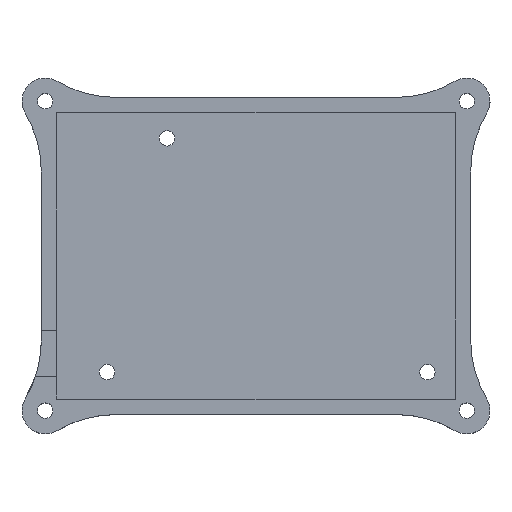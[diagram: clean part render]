
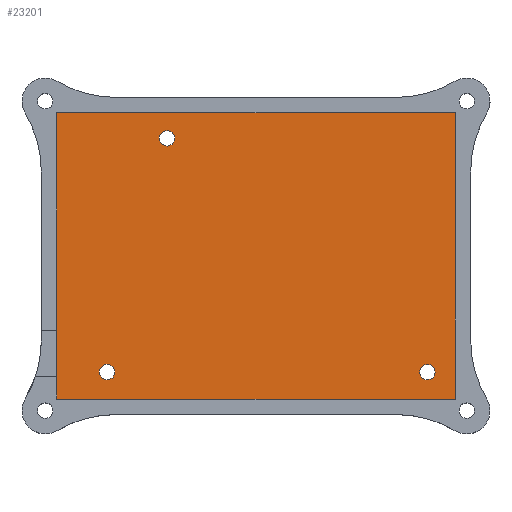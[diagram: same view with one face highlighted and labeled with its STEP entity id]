
A CAD part, top view. The second image highlights one B-rep face of the part: STEP entity #23201.
In plain terms, the highlighted planar face has unit normal (0, 0, 1).
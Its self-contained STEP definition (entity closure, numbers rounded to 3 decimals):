
#1009 = PLANE('',#1010);
#1010 = AXIS2_PLACEMENT_3D('',#1011,#1012,#1013);
#1011 = CARTESIAN_POINT('',(-0.5,36.5,1.6));
#1012 = DIRECTION('',(1.,0.,0.));
#1013 = DIRECTION('',(0.,-1.,0.));
#1037 = PLANE('',#1038);
#1038 = AXIS2_PLACEMENT_3D('',#1039,#1040,#1041);
#1039 = CARTESIAN_POINT('',(51.,36.5,1.6));
#1040 = DIRECTION('',(0.,-1.,0.));
#1041 = DIRECTION('',(-1.,0.,0.));
#1065 = PLANE('',#1066);
#1066 = AXIS2_PLACEMENT_3D('',#1067,#1068,#1069);
#1067 = CARTESIAN_POINT('',(51.,-0.5,1.6));
#1068 = DIRECTION('',(-1.,0.,0.));
#1069 = DIRECTION('',(0.,1.,0.));
#1093 = PLANE('',#1094);
#1094 = AXIS2_PLACEMENT_3D('',#1095,#1096,#1097);
#1095 = CARTESIAN_POINT('',(-0.5,-0.5,1.6));
#1096 = DIRECTION('',(0.,1.,0.));
#1097 = DIRECTION('',(1.,0.,0.));
#2220 = CYLINDRICAL_SURFACE('',#2221,1.);
#2221 = AXIS2_PLACEMENT_3D('',#2222,#2223,#2224);
#2222 = CARTESIAN_POINT('',(6.,3.,1.6));
#2223 = DIRECTION('',(0.,0.,1.));
#2224 = DIRECTION('',(1.,0.,0.));
#4477 = CYLINDRICAL_SURFACE('',#4478,1.);
#4478 = AXIS2_PLACEMENT_3D('',#4479,#4480,#4481);
#4479 = CARTESIAN_POINT('',(47.4,3.,1.6));
#4480 = DIRECTION('',(0.,0.,1.));
#4481 = DIRECTION('',(1.,0.,0.));
#7504 = CYLINDRICAL_SURFACE('',#7505,1.);
#7505 = AXIS2_PLACEMENT_3D('',#7506,#7507,#7508);
#7506 = CARTESIAN_POINT('',(13.75,33.22,1.6));
#7507 = DIRECTION('',(0.,0.,1.));
#7508 = DIRECTION('',(1.,0.,0.));
#11323 = EDGE_CURVE('',#11324,#11326,#11328,.T.);
#11324 = VERTEX_POINT('',#11325);
#11325 = CARTESIAN_POINT('',(-0.5,36.5,1.6));
#11326 = VERTEX_POINT('',#11327);
#11327 = CARTESIAN_POINT('',(-0.5,-0.5,1.6));
#11328 = SURFACE_CURVE('',#11329,(#11333,#11340),.PCURVE_S1.);
#11329 = LINE('',#11330,#11331);
#11330 = CARTESIAN_POINT('',(-0.5,36.5,1.6));
#11331 = VECTOR('',#11332,1.);
#11332 = DIRECTION('',(0.,-1.,0.));
#11333 = PCURVE('',#1009,#11334);
#11334 = DEFINITIONAL_REPRESENTATION('',(#11335),#11339);
#11335 = LINE('',#11336,#11337);
#11336 = CARTESIAN_POINT('',(0.,0.));
#11337 = VECTOR('',#11338,1.);
#11338 = DIRECTION('',(1.,0.));
#11339 = ( GEOMETRIC_REPRESENTATION_CONTEXT(2) 
PARAMETRIC_REPRESENTATION_CONTEXT() REPRESENTATION_CONTEXT('2D SPACE',''
  ) );
#11340 = PCURVE('',#11341,#11346);
#11341 = PLANE('',#11342);
#11342 = AXIS2_PLACEMENT_3D('',#11343,#11344,#11345);
#11343 = CARTESIAN_POINT('',(25.25,18.,1.6));
#11344 = DIRECTION('',(0.,0.,1.));
#11345 = DIRECTION('',(1.,0.,0.));
#11346 = DEFINITIONAL_REPRESENTATION('',(#11347),#11351);
#11347 = LINE('',#11348,#11349);
#11348 = CARTESIAN_POINT('',(-25.75,18.5));
#11349 = VECTOR('',#11350,1.);
#11350 = DIRECTION('',(0.,-1.));
#11351 = ( GEOMETRIC_REPRESENTATION_CONTEXT(2) 
PARAMETRIC_REPRESENTATION_CONTEXT() REPRESENTATION_CONTEXT('2D SPACE',''
  ) );
#11500 = VERTEX_POINT('',#11501);
#11501 = CARTESIAN_POINT('',(51.,-0.5,1.6));
#11522 = EDGE_CURVE('',#11326,#11500,#11523,.T.);
#11523 = SURFACE_CURVE('',#11524,(#11528,#11535),.PCURVE_S1.);
#11524 = LINE('',#11525,#11526);
#11525 = CARTESIAN_POINT('',(-0.5,-0.5,1.6));
#11526 = VECTOR('',#11527,1.);
#11527 = DIRECTION('',(1.,0.,0.));
#11528 = PCURVE('',#1093,#11529);
#11529 = DEFINITIONAL_REPRESENTATION('',(#11530),#11534);
#11530 = LINE('',#11531,#11532);
#11531 = CARTESIAN_POINT('',(0.,0.));
#11532 = VECTOR('',#11533,1.);
#11533 = DIRECTION('',(1.,0.));
#11534 = ( GEOMETRIC_REPRESENTATION_CONTEXT(2) 
PARAMETRIC_REPRESENTATION_CONTEXT() REPRESENTATION_CONTEXT('2D SPACE',''
  ) );
#11535 = PCURVE('',#11341,#11536);
#11536 = DEFINITIONAL_REPRESENTATION('',(#11537),#11541);
#11537 = LINE('',#11538,#11539);
#11538 = CARTESIAN_POINT('',(-25.75,-18.5));
#11539 = VECTOR('',#11540,1.);
#11540 = DIRECTION('',(1.,0.));
#11541 = ( GEOMETRIC_REPRESENTATION_CONTEXT(2) 
PARAMETRIC_REPRESENTATION_CONTEXT() REPRESENTATION_CONTEXT('2D SPACE',''
  ) );
#11549 = VERTEX_POINT('',#11550);
#11550 = CARTESIAN_POINT('',(51.,36.5,1.6));
#11571 = EDGE_CURVE('',#11500,#11549,#11572,.T.);
#11572 = SURFACE_CURVE('',#11573,(#11577,#11584),.PCURVE_S1.);
#11573 = LINE('',#11574,#11575);
#11574 = CARTESIAN_POINT('',(51.,-0.5,1.6));
#11575 = VECTOR('',#11576,1.);
#11576 = DIRECTION('',(0.,1.,0.));
#11577 = PCURVE('',#1065,#11578);
#11578 = DEFINITIONAL_REPRESENTATION('',(#11579),#11583);
#11579 = LINE('',#11580,#11581);
#11580 = CARTESIAN_POINT('',(0.,0.));
#11581 = VECTOR('',#11582,1.);
#11582 = DIRECTION('',(1.,0.));
#11583 = ( GEOMETRIC_REPRESENTATION_CONTEXT(2) 
PARAMETRIC_REPRESENTATION_CONTEXT() REPRESENTATION_CONTEXT('2D SPACE',''
  ) );
#11584 = PCURVE('',#11341,#11585);
#11585 = DEFINITIONAL_REPRESENTATION('',(#11586),#11590);
#11586 = LINE('',#11587,#11588);
#11587 = CARTESIAN_POINT('',(25.75,-18.5));
#11588 = VECTOR('',#11589,1.);
#11589 = DIRECTION('',(0.,1.));
#11590 = ( GEOMETRIC_REPRESENTATION_CONTEXT(2) 
PARAMETRIC_REPRESENTATION_CONTEXT() REPRESENTATION_CONTEXT('2D SPACE',''
  ) );
#11598 = EDGE_CURVE('',#11549,#11324,#11599,.T.);
#11599 = SURFACE_CURVE('',#11600,(#11604,#11611),.PCURVE_S1.);
#11600 = LINE('',#11601,#11602);
#11601 = CARTESIAN_POINT('',(51.,36.5,1.6));
#11602 = VECTOR('',#11603,1.);
#11603 = DIRECTION('',(-1.,0.,0.));
#11604 = PCURVE('',#1037,#11605);
#11605 = DEFINITIONAL_REPRESENTATION('',(#11606),#11610);
#11606 = LINE('',#11607,#11608);
#11607 = CARTESIAN_POINT('',(0.,-0.));
#11608 = VECTOR('',#11609,1.);
#11609 = DIRECTION('',(1.,0.));
#11610 = ( GEOMETRIC_REPRESENTATION_CONTEXT(2) 
PARAMETRIC_REPRESENTATION_CONTEXT() REPRESENTATION_CONTEXT('2D SPACE',''
  ) );
#11611 = PCURVE('',#11341,#11612);
#11612 = DEFINITIONAL_REPRESENTATION('',(#11613),#11617);
#11613 = LINE('',#11614,#11615);
#11614 = CARTESIAN_POINT('',(25.75,18.5));
#11615 = VECTOR('',#11616,1.);
#11616 = DIRECTION('',(-1.,0.));
#11617 = ( GEOMETRIC_REPRESENTATION_CONTEXT(2) 
PARAMETRIC_REPRESENTATION_CONTEXT() REPRESENTATION_CONTEXT('2D SPACE',''
  ) );
#12690 = EDGE_CURVE('',#12691,#12691,#12693,.T.);
#12691 = VERTEX_POINT('',#12692);
#12692 = CARTESIAN_POINT('',(7.,3.,1.6));
#12693 = SURFACE_CURVE('',#12694,(#12699,#12706),.PCURVE_S1.);
#12694 = CIRCLE('',#12695,1.);
#12695 = AXIS2_PLACEMENT_3D('',#12696,#12697,#12698);
#12696 = CARTESIAN_POINT('',(6.,3.,1.6));
#12697 = DIRECTION('',(0.,0.,1.));
#12698 = DIRECTION('',(1.,0.,0.));
#12699 = PCURVE('',#2220,#12700);
#12700 = DEFINITIONAL_REPRESENTATION('',(#12701),#12705);
#12701 = LINE('',#12702,#12703);
#12702 = CARTESIAN_POINT('',(0.,0.));
#12703 = VECTOR('',#12704,1.);
#12704 = DIRECTION('',(1.,0.));
#12705 = ( GEOMETRIC_REPRESENTATION_CONTEXT(2) 
PARAMETRIC_REPRESENTATION_CONTEXT() REPRESENTATION_CONTEXT('2D SPACE',''
  ) );
#12706 = PCURVE('',#11341,#12707);
#12707 = DEFINITIONAL_REPRESENTATION('',(#12708),#12712);
#12708 = CIRCLE('',#12709,1.);
#12709 = AXIS2_PLACEMENT_2D('',#12710,#12711);
#12710 = CARTESIAN_POINT('',(-19.25,-15.));
#12711 = DIRECTION('',(1.,0.));
#12712 = ( GEOMETRIC_REPRESENTATION_CONTEXT(2) 
PARAMETRIC_REPRESENTATION_CONTEXT() REPRESENTATION_CONTEXT('2D SPACE',''
  ) );
#15308 = EDGE_CURVE('',#15309,#15309,#15311,.T.);
#15309 = VERTEX_POINT('',#15310);
#15310 = CARTESIAN_POINT('',(48.4,3.,1.6));
#15311 = SURFACE_CURVE('',#15312,(#15317,#15324),.PCURVE_S1.);
#15312 = CIRCLE('',#15313,1.);
#15313 = AXIS2_PLACEMENT_3D('',#15314,#15315,#15316);
#15314 = CARTESIAN_POINT('',(47.4,3.,1.6));
#15315 = DIRECTION('',(0.,0.,1.));
#15316 = DIRECTION('',(1.,0.,0.));
#15317 = PCURVE('',#4477,#15318);
#15318 = DEFINITIONAL_REPRESENTATION('',(#15319),#15323);
#15319 = LINE('',#15320,#15321);
#15320 = CARTESIAN_POINT('',(0.,0.));
#15321 = VECTOR('',#15322,1.);
#15322 = DIRECTION('',(1.,0.));
#15323 = ( GEOMETRIC_REPRESENTATION_CONTEXT(2) 
PARAMETRIC_REPRESENTATION_CONTEXT() REPRESENTATION_CONTEXT('2D SPACE',''
  ) );
#15324 = PCURVE('',#11341,#15325);
#15325 = DEFINITIONAL_REPRESENTATION('',(#15326),#15330);
#15326 = CIRCLE('',#15327,1.);
#15327 = AXIS2_PLACEMENT_2D('',#15328,#15329);
#15328 = CARTESIAN_POINT('',(22.15,-15.));
#15329 = DIRECTION('',(1.,0.));
#15330 = ( GEOMETRIC_REPRESENTATION_CONTEXT(2) 
PARAMETRIC_REPRESENTATION_CONTEXT() REPRESENTATION_CONTEXT('2D SPACE',''
  ) );
#18813 = EDGE_CURVE('',#18814,#18814,#18816,.T.);
#18814 = VERTEX_POINT('',#18815);
#18815 = CARTESIAN_POINT('',(14.75,33.22,1.6));
#18816 = SURFACE_CURVE('',#18817,(#18822,#18829),.PCURVE_S1.);
#18817 = CIRCLE('',#18818,1.);
#18818 = AXIS2_PLACEMENT_3D('',#18819,#18820,#18821);
#18819 = CARTESIAN_POINT('',(13.75,33.22,1.6));
#18820 = DIRECTION('',(0.,0.,1.));
#18821 = DIRECTION('',(1.,0.,0.));
#18822 = PCURVE('',#7504,#18823);
#18823 = DEFINITIONAL_REPRESENTATION('',(#18824),#18828);
#18824 = LINE('',#18825,#18826);
#18825 = CARTESIAN_POINT('',(0.,0.));
#18826 = VECTOR('',#18827,1.);
#18827 = DIRECTION('',(1.,0.));
#18828 = ( GEOMETRIC_REPRESENTATION_CONTEXT(2) 
PARAMETRIC_REPRESENTATION_CONTEXT() REPRESENTATION_CONTEXT('2D SPACE',''
  ) );
#18829 = PCURVE('',#11341,#18830);
#18830 = DEFINITIONAL_REPRESENTATION('',(#18831),#18835);
#18831 = CIRCLE('',#18832,1.);
#18832 = AXIS2_PLACEMENT_2D('',#18833,#18834);
#18833 = CARTESIAN_POINT('',(-11.5,15.22));
#18834 = DIRECTION('',(1.,0.));
#18835 = ( GEOMETRIC_REPRESENTATION_CONTEXT(2) 
PARAMETRIC_REPRESENTATION_CONTEXT() REPRESENTATION_CONTEXT('2D SPACE',''
  ) );
#23201 = ADVANCED_FACE('',(#23202,#23208,#23211,#23214),#11341,.T.);
#23202 = FACE_BOUND('',#23203,.T.);
#23203 = EDGE_LOOP('',(#23204,#23205,#23206,#23207));
#23204 = ORIENTED_EDGE('',*,*,#11323,.T.);
#23205 = ORIENTED_EDGE('',*,*,#11522,.T.);
#23206 = ORIENTED_EDGE('',*,*,#11571,.T.);
#23207 = ORIENTED_EDGE('',*,*,#11598,.T.);
#23208 = FACE_BOUND('',#23209,.T.);
#23209 = EDGE_LOOP('',(#23210));
#23210 = ORIENTED_EDGE('',*,*,#12690,.F.);
#23211 = FACE_BOUND('',#23212,.T.);
#23212 = EDGE_LOOP('',(#23213));
#23213 = ORIENTED_EDGE('',*,*,#15308,.F.);
#23214 = FACE_BOUND('',#23215,.T.);
#23215 = EDGE_LOOP('',(#23216));
#23216 = ORIENTED_EDGE('',*,*,#18813,.F.);
